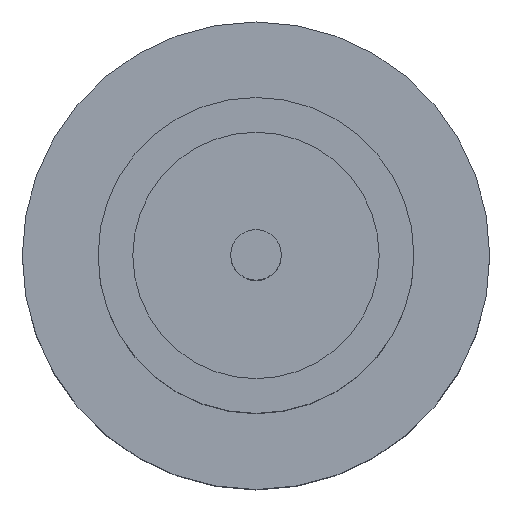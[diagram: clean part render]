
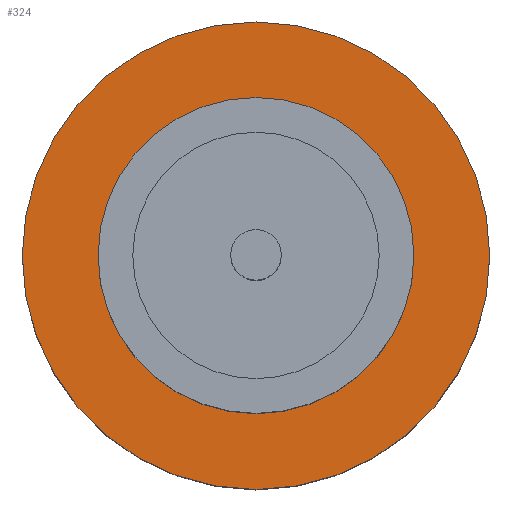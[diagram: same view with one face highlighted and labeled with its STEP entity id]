
A CAD part, top view. The second image highlights one B-rep face of the part: STEP entity #324.
In plain terms, the highlighted planar face has unit normal (0, 0, 1).
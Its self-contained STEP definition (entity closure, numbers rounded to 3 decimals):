
#3 = AXIS2_PLACEMENT_3D ( 'NONE', #284, #18, #554 ) ;
#18 = DIRECTION ( 'NONE',  ( 0., 0., 1. ) ) ;
#37 = EDGE_CURVE ( 'NONE', #343, #786, #279, .T. ) ;
#46 = CARTESIAN_POINT ( 'NONE',  ( -1.85, 0., 1.55 ) ) ;
#50 = EDGE_LOOP ( 'NONE', ( #558, #778 ) ) ;
#59 = DIRECTION ( 'NONE',  ( 1., 0., 0. ) ) ;
#70 = ORIENTED_EDGE ( 'NONE', *, *, #151, .F. ) ;
#102 = CARTESIAN_POINT ( 'NONE',  ( 0., 0., 1.55 ) ) ;
#144 = AXIS2_PLACEMENT_3D ( 'NONE', #609, #295, #797 ) ;
#151 = EDGE_CURVE ( 'NONE', #786, #343, #825, .T. ) ;
#185 = CARTESIAN_POINT ( 'NONE',  ( 0., 0., 1.55 ) ) ;
#193 = AXIS2_PLACEMENT_3D ( 'NONE', #185, #698, #239 ) ;
#239 = DIRECTION ( 'NONE',  ( 1., 0., 0. ) ) ;
#255 = CIRCLE ( 'NONE', #144, 1.85 ) ;
#257 = VERTEX_POINT ( 'NONE', #493 ) ;
#279 = CIRCLE ( 'NONE', #3, 1.25 ) ;
#284 = CARTESIAN_POINT ( 'NONE',  ( 0., 0., 1.55 ) ) ;
#287 = EDGE_LOOP ( 'NONE', ( #440, #70 ) ) ;
#295 = DIRECTION ( 'NONE',  ( 0., 0., 1. ) ) ;
#306 = DIRECTION ( 'NONE',  ( 1., 0., 0. ) ) ;
#324 = ADVANCED_FACE ( 'NONE', ( #758, #543 ), #574, .T. ) ;
#331 = AXIS2_PLACEMENT_3D ( 'NONE', #779, #711, #59 ) ;
#343 = VERTEX_POINT ( 'NONE', #826 ) ;
#375 = VERTEX_POINT ( 'NONE', #46 ) ;
#440 = ORIENTED_EDGE ( 'NONE', *, *, #37, .F. ) ;
#486 = EDGE_CURVE ( 'NONE', #257, #375, #798, .T. ) ;
#493 = CARTESIAN_POINT ( 'NONE',  ( 1.85, 0., 1.55 ) ) ;
#543 = FACE_OUTER_BOUND ( 'NONE', #50, .T. ) ;
#547 = AXIS2_PLACEMENT_3D ( 'NONE', #102, #612, #306 ) ;
#554 = DIRECTION ( 'NONE',  ( 1., 0., 0. ) ) ;
#558 = ORIENTED_EDGE ( 'NONE', *, *, #720, .T. ) ;
#574 = PLANE ( 'NONE',  #193 ) ;
#603 = CARTESIAN_POINT ( 'NONE',  ( -1.25, 0., 1.55 ) ) ;
#609 = CARTESIAN_POINT ( 'NONE',  ( 0., 0., 1.55 ) ) ;
#612 = DIRECTION ( 'NONE',  ( 0., 0., 1. ) ) ;
#698 = DIRECTION ( 'NONE',  ( 0., 0., 1. ) ) ;
#711 = DIRECTION ( 'NONE',  ( 0., 0., 1. ) ) ;
#720 = EDGE_CURVE ( 'NONE', #375, #257, #255, .T. ) ;
#758 = FACE_BOUND ( 'NONE', #287, .T. ) ;
#778 = ORIENTED_EDGE ( 'NONE', *, *, #486, .T. ) ;
#779 = CARTESIAN_POINT ( 'NONE',  ( 0., 0., 1.55 ) ) ;
#786 = VERTEX_POINT ( 'NONE', #603 ) ;
#797 = DIRECTION ( 'NONE',  ( 1., 0., 0. ) ) ;
#798 = CIRCLE ( 'NONE', #331, 1.85 ) ;
#825 = CIRCLE ( 'NONE', #547, 1.25 ) ;
#826 = CARTESIAN_POINT ( 'NONE',  ( 1.25, 0., 1.55 ) ) ;
